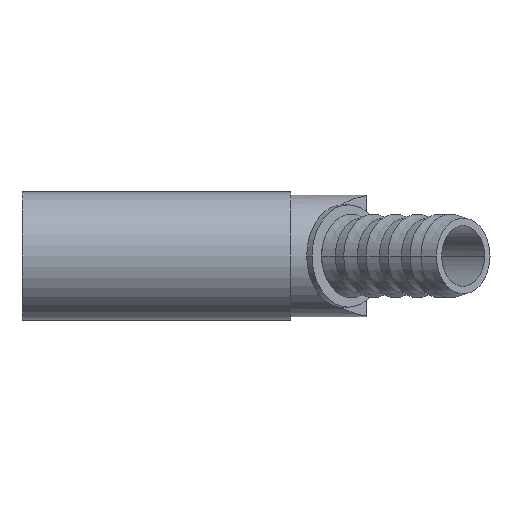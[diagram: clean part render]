
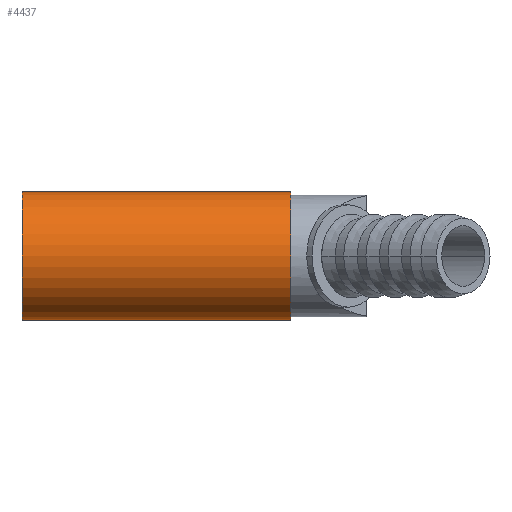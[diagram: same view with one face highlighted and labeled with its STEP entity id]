
A CAD part, front view. The second image highlights one B-rep face of the part: STEP entity #4437.
In plain terms, the highlighted cylindrical face has radius 8.5 mm (diameter 17 mm), a partial arc.
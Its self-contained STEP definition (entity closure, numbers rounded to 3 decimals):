
#181 = ORIENTED_EDGE ( 'NONE', *, *, #5417, .F. ) ;
#284 = DIRECTION ( 'NONE',  ( 0., 0., 1. ) ) ;
#364 = CARTESIAN_POINT ( 'NONE',  ( 0., 0., -8.5 ) ) ;
#401 = CIRCLE ( 'NONE', #5206, 8.5 ) ;
#411 = LINE ( 'NONE', #364, #4344 ) ;
#1427 = VECTOR ( 'NONE', #8454, 1000. ) ;
#1665 = EDGE_CURVE ( 'NONE', #1992, #5884, #401, .T. ) ;
#1942 = EDGE_CURVE ( 'NONE', #1992, #6232, #411, .T. ) ;
#1992 = VERTEX_POINT ( 'NONE', #3229 ) ;
#2043 = VERTEX_POINT ( 'NONE', #4474 ) ;
#2378 = ORIENTED_EDGE ( 'NONE', *, *, #1665, .T. ) ;
#2730 = CARTESIAN_POINT ( 'NONE',  ( 0., 0., 0. ) ) ;
#2983 = CARTESIAN_POINT ( 'NONE',  ( 0., 0., -8.5 ) ) ;
#3229 = CARTESIAN_POINT ( 'NONE',  ( 35.5, 0., -8.5 ) ) ;
#3347 = CYLINDRICAL_SURFACE ( 'NONE', #6902, 8.5 ) ;
#3628 = DIRECTION ( 'NONE',  ( -1., 0., 0. ) ) ;
#4021 = FACE_OUTER_BOUND ( 'NONE', #8476, .T. ) ;
#4100 = DIRECTION ( 'NONE',  ( -1., 0., 0. ) ) ;
#4300 = CARTESIAN_POINT ( 'NONE',  ( 0., 0., 0. ) ) ;
#4344 = VECTOR ( 'NONE', #7795, 1000. ) ;
#4437 = ADVANCED_FACE ( 'NONE', ( #4021 ), #3347, .T. ) ;
#4474 = CARTESIAN_POINT ( 'NONE',  ( 0., 0., 8.5 ) ) ;
#4509 = CIRCLE ( 'NONE', #7051, 8.5 ) ;
#4578 = ORIENTED_EDGE ( 'NONE', *, *, #1942, .F. ) ;
#5206 = AXIS2_PLACEMENT_3D ( 'NONE', #5431, #4100, #6928 ) ;
#5417 = EDGE_CURVE ( 'NONE', #6232, #2043, #4509, .T. ) ;
#5431 = CARTESIAN_POINT ( 'NONE',  ( 35.5, 0., 0. ) ) ;
#5714 = ORIENTED_EDGE ( 'NONE', *, *, #7178, .T. ) ;
#5721 = LINE ( 'NONE', #8409, #1427 ) ;
#5884 = VERTEX_POINT ( 'NONE', #7737 ) ;
#6063 = DIRECTION ( 'NONE',  ( 0., 0., 1. ) ) ;
#6232 = VERTEX_POINT ( 'NONE', #2983 ) ;
#6726 = DIRECTION ( 'NONE',  ( -1., 0., 0. ) ) ;
#6902 = AXIS2_PLACEMENT_3D ( 'NONE', #2730, #6726, #6063 ) ;
#6928 = DIRECTION ( 'NONE',  ( 0., 0., 1. ) ) ;
#7051 = AXIS2_PLACEMENT_3D ( 'NONE', #4300, #3628, #284 ) ;
#7178 = EDGE_CURVE ( 'NONE', #5884, #2043, #5721, .T. ) ;
#7737 = CARTESIAN_POINT ( 'NONE',  ( 35.5, 0., 8.5 ) ) ;
#7795 = DIRECTION ( 'NONE',  ( -1., 0., 0. ) ) ;
#8409 = CARTESIAN_POINT ( 'NONE',  ( 0., 0., 8.5 ) ) ;
#8454 = DIRECTION ( 'NONE',  ( -1., 0., 0. ) ) ;
#8476 = EDGE_LOOP ( 'NONE', ( #4578, #2378, #5714, #181 ) ) ;
